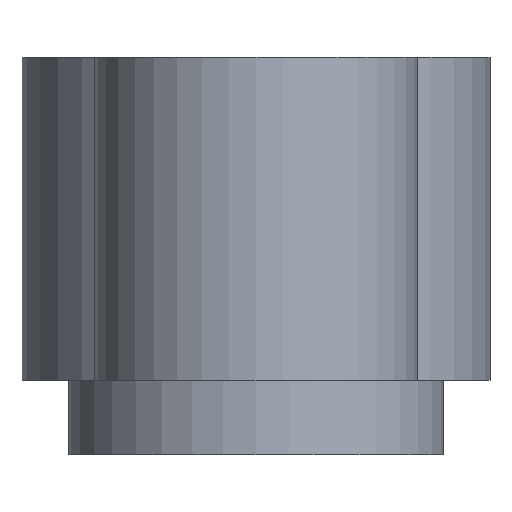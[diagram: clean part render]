
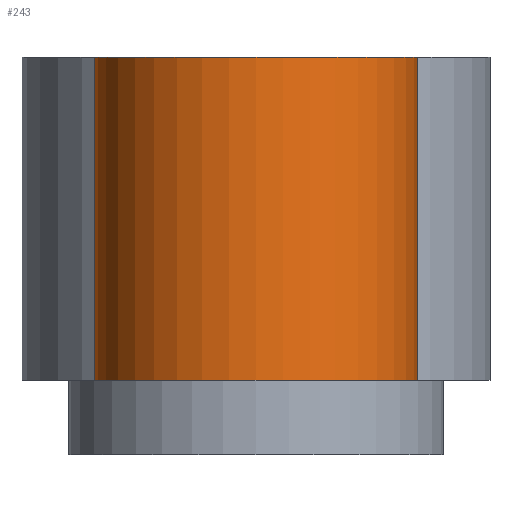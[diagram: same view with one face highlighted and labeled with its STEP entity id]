
A CAD part, left-side view. The second image highlights one B-rep face of the part: STEP entity #243.
In plain terms, the highlighted cylindrical face has radius 5 mm (diameter 10 mm), a partial arc.
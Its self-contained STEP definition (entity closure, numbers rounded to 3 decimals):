
#20=CYLINDRICAL_SURFACE('',#283,5.);
#30=CIRCLE('',#274,5.);
#35=CIRCLE('',#284,5.);
#48=FACE_OUTER_BOUND('',#62,.T.);
#62=EDGE_LOOP('',(#207,#208,#209,#210));
#84=LINE('',#429,#101);
#85=LINE('',#430,#102);
#101=VECTOR('',#354,10.);
#102=VECTOR('',#355,10.);
#116=VERTEX_POINT('',#405);
#117=VERTEX_POINT('',#406);
#122=VERTEX_POINT('',#426);
#123=VERTEX_POINT('',#427);
#142=EDGE_CURVE('',#116,#117,#30,.T.);
#152=EDGE_CURVE('',#122,#123,#35,.T.);
#153=EDGE_CURVE('',#117,#123,#84,.T.);
#154=EDGE_CURVE('',#122,#116,#85,.T.);
#207=ORIENTED_EDGE('',*,*,#152,.T.);
#208=ORIENTED_EDGE('',*,*,#153,.F.);
#209=ORIENTED_EDGE('',*,*,#142,.F.);
#210=ORIENTED_EDGE('',*,*,#154,.F.);
#243=ADVANCED_FACE('',(#48),#20,.T.);
#274=AXIS2_PLACEMENT_3D('',#407,#327,#328);
#283=AXIS2_PLACEMENT_3D('',#425,#350,#351);
#284=AXIS2_PLACEMENT_3D('',#428,#352,#353);
#327=DIRECTION('center_axis',(0.,0.,1.));
#328=DIRECTION('ref_axis',(0.724,0.689,0.));
#350=DIRECTION('center_axis',(0.,0.,-1.));
#351=DIRECTION('ref_axis',(-1.,0.,0.));
#352=DIRECTION('center_axis',(0.,0.,1.));
#353=DIRECTION('ref_axis',(-1.,0.,0.));
#354=DIRECTION('',(0.,0.,-1.));
#355=DIRECTION('',(0.,0.,1.));
#405=CARTESIAN_POINT('',(-6.378,3.447,12.3));
#406=CARTESIAN_POINT('',(-6.378,-3.447,12.3));
#407=CARTESIAN_POINT('Origin',(-10.,0.,12.3));
#425=CARTESIAN_POINT('Origin',(-10.,0.,10.3));
#426=CARTESIAN_POINT('',(-6.378,3.447,2.3));
#427=CARTESIAN_POINT('',(-6.378,-3.447,2.3));
#428=CARTESIAN_POINT('Origin',(-10.,0.,2.3));
#429=CARTESIAN_POINT('',(-6.378,-3.447,10.3));
#430=CARTESIAN_POINT('',(-6.378,3.447,10.3));
